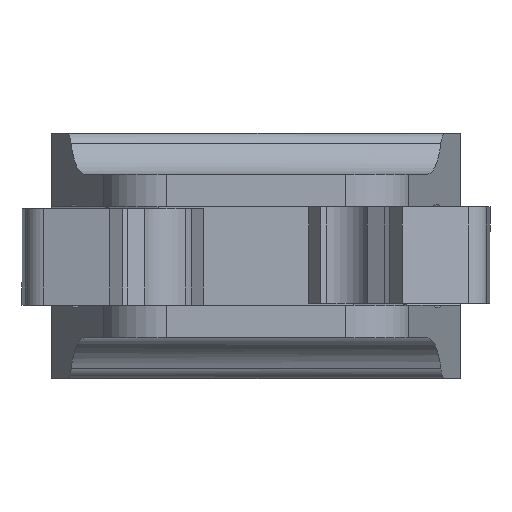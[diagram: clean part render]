
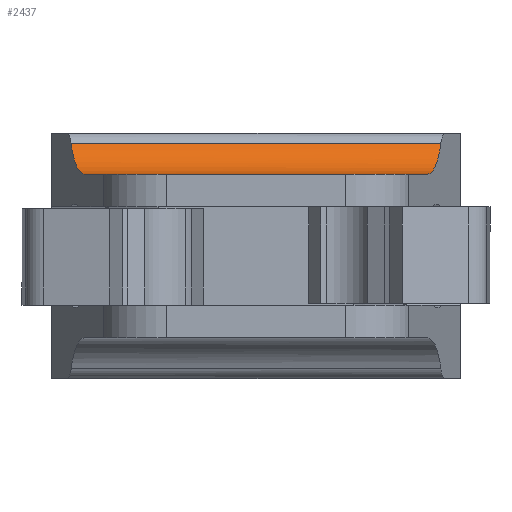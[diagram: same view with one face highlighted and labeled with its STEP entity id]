
A CAD part, front view. The second image highlights one B-rep face of the part: STEP entity #2437.
In plain terms, the highlighted cylindrical face has radius 3 mm (diameter 6 mm), a partial arc.
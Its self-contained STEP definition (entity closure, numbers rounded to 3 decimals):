
#315 = DIRECTION ( 'NONE',  ( 0., 0., -1. ) ) ;
#357 = CARTESIAN_POINT ( 'NONE',  ( -16.219, 47.5, 6.875 ) ) ;
#441 = CARTESIAN_POINT ( 'NONE',  ( -16.692, -11.155, 5.705 ) ) ;
#574 = ORIENTED_EDGE ( 'NONE', *, *, #1365, .F. ) ;
#575 = VERTEX_POINT ( 'NONE', #4364 ) ;
#597 = CYLINDRICAL_SURFACE ( 'NONE', #4282, 3. ) ;
#694 = VERTEX_POINT ( 'NONE', #4660 ) ;
#703 = CARTESIAN_POINT ( 'NONE',  ( -19., 47.5, 8. ) ) ;
#905 =( BOUNDED_CURVE ( )  B_SPLINE_CURVE ( 3, ( #5109, #4303, #3493, #1018 ),
 .UNSPECIFIED., .F., .F. ) 
 B_SPLINE_CURVE_WITH_KNOTS ( ( 4, 4 ),
 ( 3.526, 4.712 ),
 .UNSPECIFIED. ) 
 CURVE ( )  GEOMETRIC_REPRESENTATION_ITEM ( )  RATIONAL_B_SPLINE_CURVE ( ( 1., 0.886, 0.886, 1. ) ) 
 REPRESENTATION_ITEM ( '' )  );
#1018 = CARTESIAN_POINT ( 'NONE',  ( -19., 10.493, 5. ) ) ;
#1097 = ORIENTED_EDGE ( 'NONE', *, *, #2625, .T. ) ;
#1102 = CARTESIAN_POINT ( 'NONE',  ( -19., 0., 5. ) ) ;
#1165 = VERTEX_POINT ( 'NONE', #3579 ) ;
#1365 = EDGE_CURVE ( 'NONE', #1165, #694, #4904, .T. ) ;
#1500 = DIRECTION ( 'NONE',  ( 0., 1., 0. ) ) ;
#1945 = DIRECTION ( 'NONE',  ( 0., -1., 0. ) ) ;
#2026 = CARTESIAN_POINT ( 'NONE',  ( -17.738, -10.855, 5. ) ) ;
#2198 = VERTEX_POINT ( 'NONE', #4672 ) ;
#2269 = EDGE_CURVE ( 'NONE', #1165, #575, #905, .T. ) ;
#2437 = ADVANCED_FACE ( 'NONE', ( #4008 ), #597, .F. ) ;
#2625 = EDGE_CURVE ( 'NONE', #2198, #694, #5111, .T. ) ;
#2929 = EDGE_LOOP ( 'NONE', ( #574, #3874, #4997, #1097 ) ) ;
#2950 = VECTOR ( 'NONE', #1500, 1000. ) ;
#3021 = EDGE_CURVE ( 'NONE', #2198, #575, #4058, .T. ) ;
#3304 = CARTESIAN_POINT ( 'NONE',  ( -16.219, -11.29, 6.875 ) ) ;
#3493 = CARTESIAN_POINT ( 'NONE',  ( -17.738, 10.855, 5. ) ) ;
#3579 = CARTESIAN_POINT ( 'NONE',  ( -16.219, 11.29, 6.875 ) ) ;
#3835 = VECTOR ( 'NONE', #1945, 1000. ) ;
#3874 = ORIENTED_EDGE ( 'NONE', *, *, #2269, .T. ) ;
#4008 = FACE_OUTER_BOUND ( 'NONE', #2929, .T. ) ;
#4058 = LINE ( 'NONE', #1102, #2950 ) ;
#4282 = AXIS2_PLACEMENT_3D ( 'NONE', #703, #5203, #315 ) ;
#4303 = CARTESIAN_POINT ( 'NONE',  ( -16.692, 11.155, 5.705 ) ) ;
#4364 = CARTESIAN_POINT ( 'NONE',  ( -19., 10.493, 5. ) ) ;
#4660 = CARTESIAN_POINT ( 'NONE',  ( -16.219, -11.29, 6.875 ) ) ;
#4672 = CARTESIAN_POINT ( 'NONE',  ( -19., -10.493, 5. ) ) ;
#4904 = LINE ( 'NONE', #357, #3835 ) ;
#4931 = CARTESIAN_POINT ( 'NONE',  ( -19., -10.493, 5. ) ) ;
#4997 = ORIENTED_EDGE ( 'NONE', *, *, #3021, .F. ) ;
#5109 = CARTESIAN_POINT ( 'NONE',  ( -16.219, 11.29, 6.875 ) ) ;
#5111 =( BOUNDED_CURVE ( )  B_SPLINE_CURVE ( 3, ( #4931, #2026, #441, #3304 ),
 .UNSPECIFIED., .F., .F. ) 
 B_SPLINE_CURVE_WITH_KNOTS ( ( 4, 4 ),
 ( 4.712, 5.899 ),
 .UNSPECIFIED. ) 
 CURVE ( )  GEOMETRIC_REPRESENTATION_ITEM ( )  RATIONAL_B_SPLINE_CURVE ( ( 1., 0.886, 0.886, 1. ) ) 
 REPRESENTATION_ITEM ( '' )  );
#5203 = DIRECTION ( 'NONE',  ( 0., -1., 0. ) ) ;
